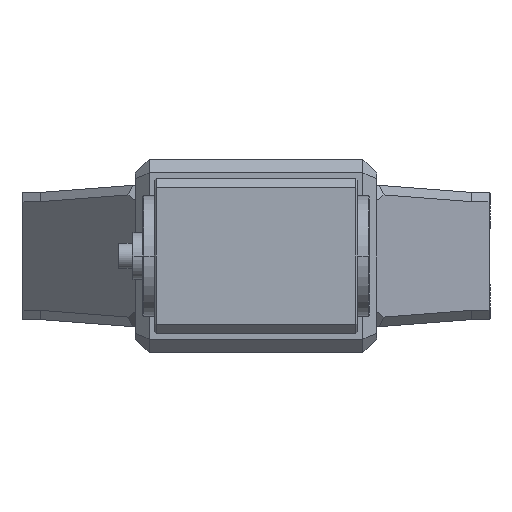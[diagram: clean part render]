
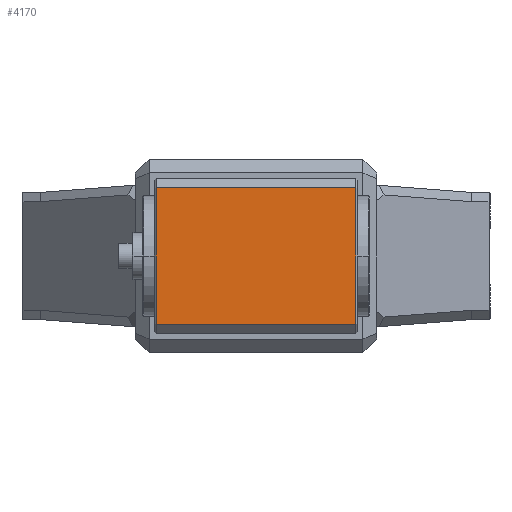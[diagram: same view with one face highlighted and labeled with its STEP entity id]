
A CAD part, front view. The second image highlights one B-rep face of the part: STEP entity #4170.
In plain terms, the highlighted planar face has unit normal (0, -1, 0).
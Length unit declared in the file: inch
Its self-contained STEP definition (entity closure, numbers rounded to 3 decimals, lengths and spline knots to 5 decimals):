
#30 = VERTEX_POINT ( 'NONE', #1408 ) ;
#351 = EDGE_CURVE ( 'NONE', #4137, #3893, #1732, .T. ) ;
#482 = LINE ( 'NONE', #530, #3891 ) ;
#497 = ORIENTED_EDGE ( 'NONE', *, *, #661, .F. ) ;
#530 = CARTESIAN_POINT ( 'NONE',  ( -0.85039, -12.35236, 0.58071 ) ) ;
#661 = EDGE_CURVE ( 'NONE', #30, #4137, #482, .T. ) ;
#819 = CARTESIAN_POINT ( 'NONE',  ( 0.86614, -12.35236, -0.65945 ) ) ;
#1070 = EDGE_CURVE ( 'NONE', #4161, #30, #3979, .T. ) ;
#1407 = CARTESIAN_POINT ( 'NONE',  ( 0.85039, -12.35236, 0.58071 ) ) ;
#1408 = CARTESIAN_POINT ( 'NONE',  ( -0.85039, -12.35236, 0.58071 ) ) ;
#1516 = ORIENTED_EDGE ( 'NONE', *, *, #351, .F. ) ;
#1526 = EDGE_LOOP ( 'NONE', ( #1516, #497, #1691, #4076 ) ) ;
#1691 = ORIENTED_EDGE ( 'NONE', *, *, #1070, .F. ) ;
#1732 = LINE ( 'NONE', #3194, #3533 ) ;
#1748 = CARTESIAN_POINT ( 'NONE',  ( -0.85039, -12.35236, -0.58071 ) ) ;
#1825 = FACE_OUTER_BOUND ( 'NONE', #1526, .T. ) ;
#1838 = DIRECTION ( 'NONE',  ( -1., 0., 0. ) ) ;
#2068 = PLANE ( 'NONE',  #3814 ) ;
#2070 = DIRECTION ( 'NONE',  ( 0., 0., 1. ) ) ;
#2072 = DIRECTION ( 'NONE',  ( 1., 0., 0. ) ) ;
#2232 = EDGE_CURVE ( 'NONE', #4161, #3893, #4288, .T. ) ;
#2525 = DIRECTION ( 'NONE',  ( 1., 0., 0. ) ) ;
#2794 = DIRECTION ( 'NONE',  ( 0., -1., 0. ) ) ;
#3080 = CARTESIAN_POINT ( 'NONE',  ( 0.85039, -12.35236, -0.58071 ) ) ;
#3194 = CARTESIAN_POINT ( 'NONE',  ( 0.85039, -12.35236, 0.58071 ) ) ;
#3229 = DIRECTION ( 'NONE',  ( 0., 0., -1. ) ) ;
#3247 = VECTOR ( 'NONE', #2072, 39.37008 ) ;
#3394 = CARTESIAN_POINT ( 'NONE',  ( -0.85039, -12.35236, -0.58071 ) ) ;
#3533 = VECTOR ( 'NONE', #3229, 39.37008 ) ;
#3573 = VECTOR ( 'NONE', #2070, 39.37008 ) ;
#3814 = AXIS2_PLACEMENT_3D ( 'NONE', #819, #2794, #1838 ) ;
#3891 = VECTOR ( 'NONE', #2525, 39.37008 ) ;
#3893 = VERTEX_POINT ( 'NONE', #3080 ) ;
#3979 = LINE ( 'NONE', #1748, #3573 ) ;
#4031 = CARTESIAN_POINT ( 'NONE',  ( -0.85039, -12.35236, -0.58071 ) ) ;
#4076 = ORIENTED_EDGE ( 'NONE', *, *, #2232, .T. ) ;
#4137 = VERTEX_POINT ( 'NONE', #1407 ) ;
#4161 = VERTEX_POINT ( 'NONE', #4031 ) ;
#4170 = ADVANCED_FACE ( 'NONE', ( #1825 ), #2068, .T. ) ;
#4288 = LINE ( 'NONE', #3394, #3247 ) ;
